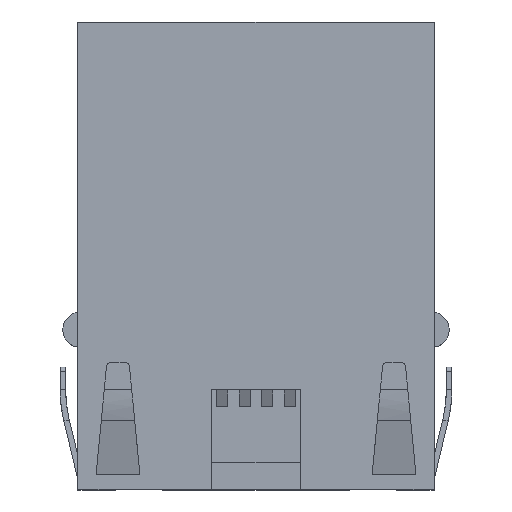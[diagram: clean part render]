
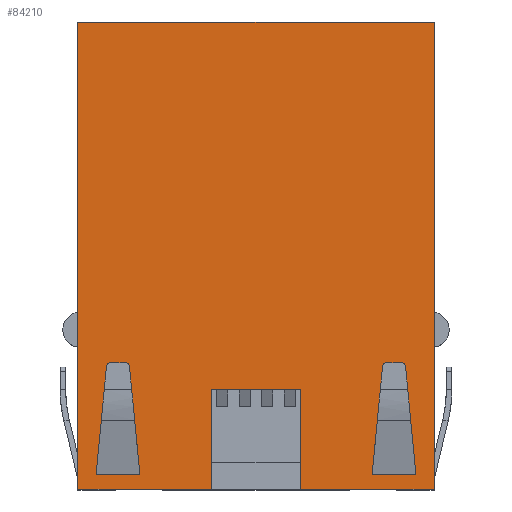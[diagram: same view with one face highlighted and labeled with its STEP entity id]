
A CAD part, top view. The second image highlights one B-rep face of the part: STEP entity #84210.
In plain terms, the highlighted planar face has unit normal (0, 0, 1).
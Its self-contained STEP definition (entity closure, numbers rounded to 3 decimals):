
#11770=CARTESIAN_POINT('',(2.,-5.75,13.75));
#11780=VERTEX_POINT('',#11770);
#11810=CARTESIAN_POINT('',(2.,0.,13.75));
#11820=DIRECTION('',(0.,1.,0.));
#11830=VECTOR('',#11820,1.);
#11840=LINE('',#11810,#11830);
#11850=CARTESIAN_POINT('',(2.,-10.25,13.75));
#11860=VERTEX_POINT('',#11850);
#11870=EDGE_CURVE('',#11860,#11780,#11840,.T.);
#22750=CARTESIAN_POINT('',(0.,10.75,13.75));
#22760=DIRECTION('',(-1.,0.,0.));
#22770=VECTOR('',#22760,1.);
#22780=LINE('',#22750,#22770);
#22790=CARTESIAN_POINT('',(8.,10.75,13.75));
#22800=VERTEX_POINT('',#22790);
#22810=CARTESIAN_POINT('',(-8.,10.75,13.75));
#22820=VERTEX_POINT('',#22810);
#22830=EDGE_CURVE('',#22800,#22820,#22780,.T.);
#23650=CARTESIAN_POINT('',(8.,-10.25,13.75));
#23660=VERTEX_POINT('',#23650);
#23690=CARTESIAN_POINT('',(8.,0.,13.75));
#23700=DIRECTION('',(0.,-1.,0.));
#23710=VECTOR('',#23700,1.);
#23720=LINE('',#23690,#23710);
#23730=EDGE_CURVE('',#22800,#23660,#23720,.T.);
#34350=CARTESIAN_POINT('',(0.,-5.75,13.75));
#34360=DIRECTION('',(-1.,0.,0.));
#34370=VECTOR('',#34360,1.);
#34380=LINE('',#34350,#34370);
#34390=CARTESIAN_POINT('',(-2.,-5.75,13.75));
#34400=VERTEX_POINT('',#34390);
#34410=EDGE_CURVE('',#11780,#34400,#34380,.T.);
#41760=CARTESIAN_POINT('',(-2.,0.,13.75));
#41770=DIRECTION('',(0.,-1.,0.));
#41780=VECTOR('',#41770,1.);
#41790=LINE('',#41760,#41780);
#41800=CARTESIAN_POINT('',(-2.,-10.25,13.75));
#41810=VERTEX_POINT('',#41800);
#41820=EDGE_CURVE('',#34400,#41810,#41790,.T.);
#75260=CARTESIAN_POINT('',(-8.,0.,13.75));
#75270=DIRECTION('',(0.,-1.,0.));
#75280=VECTOR('',#75270,1.);
#75290=LINE('',#75260,#75280);
#75300=CARTESIAN_POINT('',(-8.,-10.25,13.75));
#75310=VERTEX_POINT('',#75300);
#75320=EDGE_CURVE('',#22820,#75310,#75290,.T.);
#80760=CARTESIAN_POINT('',(0.,-10.25,13.75));
#80770=DIRECTION('',(-1.,0.,0.));
#80780=VECTOR('',#80770,1.);
#80790=LINE('',#80760,#80780);
#80800=EDGE_CURVE('',#23660,#11860,#80790,.T.);
#81320=EDGE_CURVE('',#41810,#75310,#80790,.T.);
#83380=CARTESIAN_POINT('',(2.,-10.,13.75));
#83390=DIRECTION('',(0.,0.,1.));
#83400=DIRECTION('',(1.,0.,0.));
#83410=AXIS2_PLACEMENT_3D('',#83380,#83390,#83400);
#83420=PLANE('',#83410);
#83430=CARTESIAN_POINT('',(0.,-9.599,13.75));
#83440=DIRECTION('',(-1.,0.,0.));
#83450=VECTOR('',#83440,1.);
#83460=LINE('',#83430,#83450);
#83470=CARTESIAN_POINT('',(-5.214,-9.599,13.75));
#83480=VERTEX_POINT('',#83470);
#83490=CARTESIAN_POINT('',(-7.186,-9.599,13.75));
#83500=VERTEX_POINT('',#83490);
#83510=EDGE_CURVE('',#83480,#83500,#83460,.T.);
#83520=ORIENTED_EDGE('',*,*,#83510,.T.);
#83530=CARTESIAN_POINT('',(-6.137,0.,13.75));
#83540=DIRECTION('',(-0.096,0.995,
0.));
#83550=VECTOR('',#83540,1.);
#83560=LINE('',#83530,#83550);
#83570=CARTESIAN_POINT('',(-5.318,-8.522,13.75));
#83580=VERTEX_POINT('',#83570);
#83590=EDGE_CURVE('',#83480,#83580,#83560,.T.);
#83600=ORIENTED_EDGE('',*,*,#83590,.F.);
#83610=CARTESIAN_POINT('',(0.,-8.522,13.75));
#83620=DIRECTION('',(1.,0.,0.));
#83630=VECTOR('',#83620,1.);
#83640=LINE('',#83610,#83630);
#83650=CARTESIAN_POINT('',(-7.082,-8.522,13.75));
#83660=VERTEX_POINT('',#83650);
#83670=EDGE_CURVE('',#83660,#83580,#83640,.T.);
#83680=ORIENTED_EDGE('',*,*,#83670,.T.);
#83690=CARTESIAN_POINT('',(-6.263,0.,13.75));
#83700=DIRECTION('',(-0.096,-0.995,
0.));
#83710=VECTOR('',#83700,1.);
#83720=LINE('',#83690,#83710);
#83730=EDGE_CURVE('',#83660,#83500,#83720,.T.);
#83740=ORIENTED_EDGE('',*,*,#83730,.F.);
#83750=EDGE_LOOP('',(#83740,#83680,#83600,#83520));
#83760=FACE_BOUND('',#83750,.T.);
#83770=CARTESIAN_POINT('',(6.263,0.,13.75));
#83780=DIRECTION('',(-0.096,0.995,
0.));
#83790=VECTOR('',#83780,1.);
#83800=LINE('',#83770,#83790);
#83810=CARTESIAN_POINT('',(7.186,-9.599,13.75));
#83820=VERTEX_POINT('',#83810);
#83830=CARTESIAN_POINT('',(7.082,-8.522,13.75));
#83840=VERTEX_POINT('',#83830);
#83850=EDGE_CURVE('',#83820,#83840,#83800,.T.);
#83860=ORIENTED_EDGE('',*,*,#83850,.F.);
#83870=CARTESIAN_POINT('',(0.,-8.522,13.75));
#83880=DIRECTION('',(1.,0.,0.));
#83890=VECTOR('',#83880,1.);
#83900=LINE('',#83870,#83890);
#83910=CARTESIAN_POINT('',(5.318,-8.522,13.75));
#83920=VERTEX_POINT('',#83910);
#83930=EDGE_CURVE('',#83920,#83840,#83900,.T.);
#83940=ORIENTED_EDGE('',*,*,#83930,.T.);
#83950=CARTESIAN_POINT('',(6.137,0.,13.75));
#83960=DIRECTION('',(-0.096,-0.995,
0.));
#83970=VECTOR('',#83960,1.);
#83980=LINE('',#83950,#83970);
#83990=CARTESIAN_POINT('',(5.214,-9.599,13.75));
#84000=VERTEX_POINT('',#83990);
#84010=EDGE_CURVE('',#83920,#84000,#83980,.T.);
#84020=ORIENTED_EDGE('',*,*,#84010,.F.);
#84030=CARTESIAN_POINT('',(0.,-9.599,13.75));
#84040=DIRECTION('',(-1.,0.,0.));
#84050=VECTOR('',#84040,1.);
#84060=LINE('',#84030,#84050);
#84070=EDGE_CURVE('',#83820,#84000,#84060,.T.);
#84080=ORIENTED_EDGE('',*,*,#84070,.T.);
#84090=EDGE_LOOP('',(#84080,#84020,#83940,#83860));
#84100=FACE_BOUND('',#84090,.T.);
#84110=ORIENTED_EDGE('',*,*,#80800,.F.);
#84120=ORIENTED_EDGE('',*,*,#11870,.F.);
#84130=ORIENTED_EDGE('',*,*,#34410,.F.);
#84140=ORIENTED_EDGE('',*,*,#41820,.F.);
#84150=ORIENTED_EDGE('',*,*,#81320,.F.);
#84160=ORIENTED_EDGE('',*,*,#75320,.T.);
#84170=ORIENTED_EDGE('',*,*,#22830,.T.);
#84180=ORIENTED_EDGE('',*,*,#23730,.F.);
#84190=EDGE_LOOP('',(#84180,#84170,#84160,#84150,#84140,#84130,#84120,
#84110));
#84200=FACE_OUTER_BOUND('',#84190,.T.);
#84210=ADVANCED_FACE('',(#83760,#84100,#84200),#83420,.T.);
